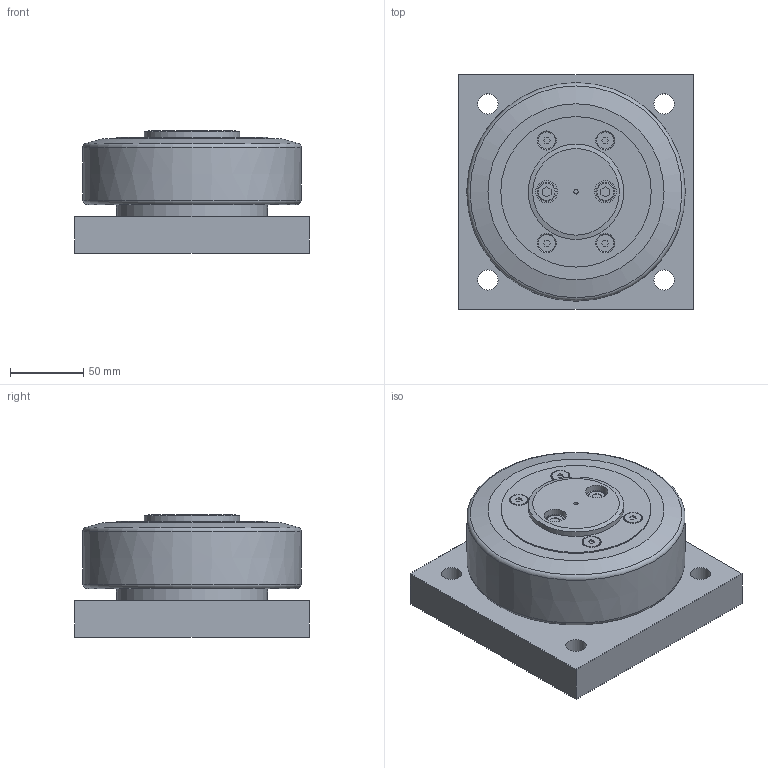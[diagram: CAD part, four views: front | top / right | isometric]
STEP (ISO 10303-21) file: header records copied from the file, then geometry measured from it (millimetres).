
FILE_DESCRIPTION(/* description */ ('-','CAx-IF Rec.Pracs.---Representation and Presentation of Product Manufacturing Information (PMI)---4.0---2014-10-13'),/* implementation_level */ '2;1');
FILE_NAME(/* name */ 'cd00ceb2-d1cf-41f5-b510-113fd12c8f6b.stp',/* time_stamp */ '2020-04-01T16:41:36+02:00',/* author */ ('-'),/* organization */ ('NTI CADcenter A/S'),/* preprocessor_version */ 'ST-DEVELOPER v18',/* originating_system */ 'Autodesk Inventor 2020',/* authorisation */ '-');
FILE_SCHEMA (('AP242_MANAGED_MODEL_BASED_3D_ENGINEERING_MIM_LF { 1 0 10303 442 1 1 4 }'));
Length unit declared in the file: millimetre
Products named in the file (1): TR 150.0368 BQ1000_Kontur
Bounding box: 160 x 160 x 83.5 mm (x, y, z)
Volume: 1483121.2 mm3; surface area: 111916.7 mm2
Topology: 1 solids, 1 shells, 88 faces, 228 edges, 162 vertices
Faces by surface type: plane 62, cylinder 15, cone 6, torus 4, bspline 1
Full cylindrical faces by diameter (mm): 3 x1, 11.7 x4, 13.835 x4, 15 x2, 65 x1, 101.4 x1, 102.5 x1, 103 x1
Entity records: 2838 total; most frequent: CARTESIAN_POINT 505, DIRECTION 491, ORIENTED_EDGE 456, EDGE_CURVE 228, AXIS2_PLACEMENT_3D 175, VERTEX_POINT 162, LINE 141, VECTOR 141
